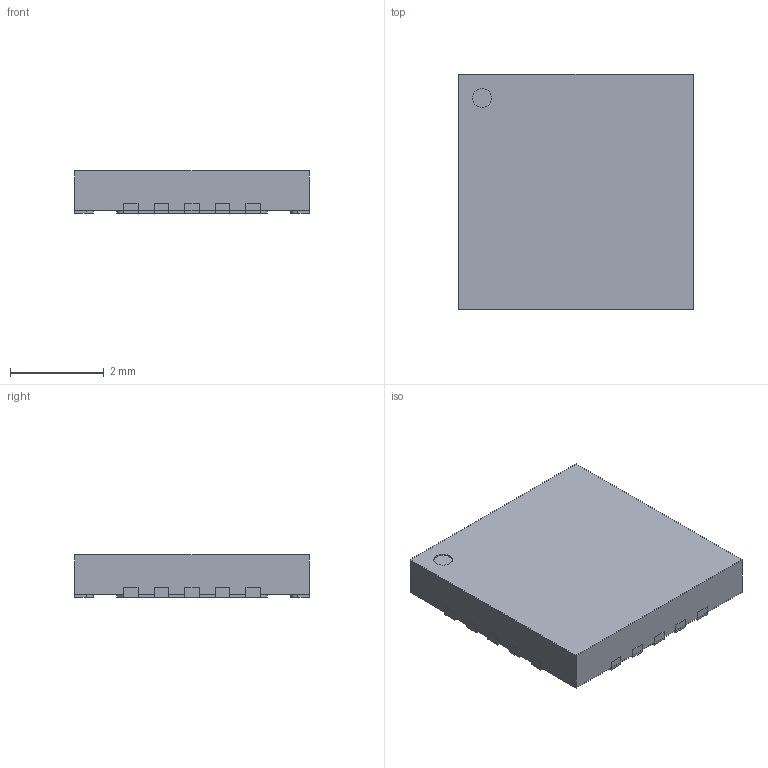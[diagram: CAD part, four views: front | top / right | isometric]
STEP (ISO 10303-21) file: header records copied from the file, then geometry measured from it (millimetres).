
FILE_DESCRIPTION (( 'STEP AP214' ), '1' );
FILE_NAME ('User Library-QFN20_065.STEP', '2022-04-05T10:50:26', ( '' ), ( '' ), 'SwSTEP 2.0', 'SolidWorks 2021', '' );
FILE_SCHEMA (( 'AUTOMOTIVE_DESIGN' ));
Length unit declared in the file: millimetre
Products named in the file (1): User Library-QFN20_065
Bounding box: 5.01 x 5.01 x 0.9 mm (x, y, z)
Volume: 22.1 mm3; surface area: 75.1 mm2
Topology: 16 solids, 16 shells, 178 faces, 432 edges, 288 vertices
Faces by surface type: plane 133, cylinder 45
Entity records: 5454 total; most frequent: CARTESIAN_POINT 899, DIRECTION 880, ORIENTED_EDGE 864, EDGE_CURVE 432, LINE 342, VECTOR 342, VERTEX_POINT 288, AXIS2_PLACEMENT_3D 269
